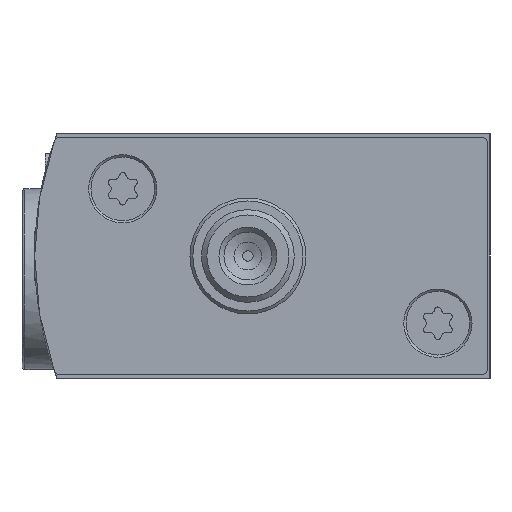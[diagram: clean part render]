
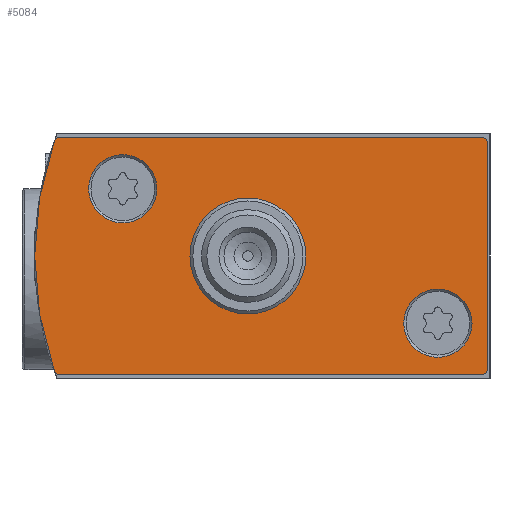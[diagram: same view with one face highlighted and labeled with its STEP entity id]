
A CAD part, left-side view. The second image highlights one B-rep face of the part: STEP entity #5084.
In plain terms, the highlighted planar face has unit normal (-1, 0, 0).
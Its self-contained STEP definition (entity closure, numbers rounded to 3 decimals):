
#535=LINE('',#9013,#990);
#540=LINE('',#9030,#995);
#544=LINE('',#9042,#999);
#990=VECTOR('',#7406,1000.);
#995=VECTOR('',#7421,1000.);
#999=VECTOR('',#7433,1000.);
#2132=ORIENTED_EDGE('',*,*,#3023,.F.);
#2133=ORIENTED_EDGE('',*,*,#3024,.T.);
#2134=ORIENTED_EDGE('',*,*,#3025,.T.);
#2135=ORIENTED_EDGE('',*,*,#3000,.F.);
#2136=ORIENTED_EDGE('',*,*,#3019,.F.);
#2137=ORIENTED_EDGE('',*,*,#2976,.F.);
#2138=ORIENTED_EDGE('',*,*,#3017,.F.);
#2139=ORIENTED_EDGE('',*,*,#3014,.F.);
#2140=ORIENTED_EDGE('',*,*,#3011,.F.);
#2141=ORIENTED_EDGE('',*,*,#3008,.F.);
#2142=ORIENTED_EDGE('',*,*,#3004,.F.);
#2976=EDGE_CURVE('',#3524,#3525,#3819,.T.);
#3000=EDGE_CURVE('',#3548,#3549,#535,.T.);
#3004=EDGE_CURVE('',#3549,#3552,#3828,.T.);
#3008=EDGE_CURVE('',#3552,#3555,#540,.T.);
#3011=EDGE_CURVE('',#3555,#3557,#3831,.T.);
#3014=EDGE_CURVE('',#3557,#3559,#544,.T.);
#3017=EDGE_CURVE('',#3559,#3524,#3833,.T.);
#3019=EDGE_CURVE('',#3525,#3548,#3835,.T.);
#3023=EDGE_CURVE('',#3563,#3563,#3839,.F.);
#3024=EDGE_CURVE('',#3564,#3564,#3840,.T.);
#3025=EDGE_CURVE('',#3565,#3565,#3841,.T.);
#3524=VERTEX_POINT('',#8956);
#3525=VERTEX_POINT('',#8957);
#3548=VERTEX_POINT('',#9014);
#3549=VERTEX_POINT('',#9015);
#3552=VERTEX_POINT('',#9023);
#3555=VERTEX_POINT('',#9031);
#3557=VERTEX_POINT('',#9037);
#3559=VERTEX_POINT('',#9043);
#3563=VERTEX_POINT('',#9060);
#3564=VERTEX_POINT('',#9062);
#3565=VERTEX_POINT('',#9064);
#3819=CIRCLE('',#6158,30.);
#3828=CIRCLE('',#6169,0.5);
#3831=CIRCLE('',#6174,0.5);
#3833=CIRCLE('',#6178,0.5);
#3835=CIRCLE('',#6181,0.5);
#3839=CIRCLE('',#6187,5.);
#3840=CIRCLE('',#6188,2.95);
#3841=CIRCLE('',#6189,2.95);
#4164=EDGE_LOOP('',(#2132));
#4165=EDGE_LOOP('',(#2133));
#4166=EDGE_LOOP('',(#2134));
#4167=EDGE_LOOP('',(#2135,#2136,#2137,#2138,#2139,#2140,#2141,#2142));
#4567=FACE_BOUND('',#4164,.T.);
#4568=FACE_BOUND('',#4165,.T.);
#4569=FACE_BOUND('',#4166,.T.);
#4570=FACE_BOUND('',#4167,.T.);
#4831=PLANE('',#6186);
#5084=ADVANCED_FACE('',(#4567,#4568,#4569,#4570),#4831,.F.);
#6158=AXIS2_PLACEMENT_3D('',#8955,#7374,#7375);
#6169=AXIS2_PLACEMENT_3D('',#9022,#7412,#7413);
#6174=AXIS2_PLACEMENT_3D('',#9036,#7426,#7427);
#6178=AXIS2_PLACEMENT_3D('',#9048,#7438,#7439);
#6181=AXIS2_PLACEMENT_3D('',#9051,#7444,#7445);
#6186=AXIS2_PLACEMENT_3D('',#9058,#7454,#7455);
#6187=AXIS2_PLACEMENT_3D('',#9059,#7456,#7457);
#6188=AXIS2_PLACEMENT_3D('',#9061,#7458,#7459);
#6189=AXIS2_PLACEMENT_3D('',#9063,#7460,#7461);
#7374=DIRECTION('',(1.,0.,0.));
#7375=DIRECTION('',(0.,0.,-1.));
#7406=DIRECTION('',(0.,-1.,0.));
#7412=DIRECTION('',(1.,0.,0.));
#7413=DIRECTION('',(0.,0.,-1.));
#7421=DIRECTION('',(0.,0.,-1.));
#7426=DIRECTION('',(1.,0.,0.));
#7427=DIRECTION('',(0.,0.,-1.));
#7433=DIRECTION('',(0.,1.,0.));
#7438=DIRECTION('',(1.,0.,0.));
#7439=DIRECTION('',(0.,0.,-1.));
#7444=DIRECTION('',(1.,0.,0.));
#7445=DIRECTION('',(0.,0.,-1.));
#7454=DIRECTION('',(1.,0.,0.));
#7455=DIRECTION('',(0.,0.,-1.));
#7456=DIRECTION('',(1.,0.,0.));
#7457=DIRECTION('',(0.,0.,-1.));
#7458=DIRECTION('',(1.,0.,0.));
#7459=DIRECTION('',(0.,0.,-1.));
#7460=DIRECTION('',(1.,0.,0.));
#7461=DIRECTION('',(0.,0.,-1.));
#8955=CARTESIAN_POINT('',(0.,9.3,0.));
#8956=CARTESIAN_POINT('',(0.,37.614,-9.915));
#8957=CARTESIAN_POINT('',(0.,37.614,9.915));
#9013=CARTESIAN_POINT('',(0.,37.142,10.25));
#9014=CARTESIAN_POINT('',(0.,37.142,10.25));
#9015=CARTESIAN_POINT('',(0.,0.7,10.25));
#9022=CARTESIAN_POINT('',(0.,0.7,9.75));
#9023=CARTESIAN_POINT('',(0.,0.2,9.75));
#9030=CARTESIAN_POINT('',(0.,0.2,9.75));
#9031=CARTESIAN_POINT('',(0.,0.2,-9.75));
#9036=CARTESIAN_POINT('',(0.,0.7,-9.75));
#9037=CARTESIAN_POINT('',(0.,0.7,-10.25));
#9042=CARTESIAN_POINT('',(0.,0.7,-10.25));
#9043=CARTESIAN_POINT('',(0.,37.142,-10.25));
#9048=CARTESIAN_POINT('',(0.,37.142,-9.75));
#9051=CARTESIAN_POINT('',(0.,37.142,9.75));
#9058=CARTESIAN_POINT('',(0.,0.7,9.75));
#9059=CARTESIAN_POINT('',(0.,20.9,0.));
#9060=CARTESIAN_POINT('',(0.,20.9,-5.));
#9061=CARTESIAN_POINT('',(0.,31.7,5.8));
#9062=CARTESIAN_POINT('',(0.,31.7,2.85));
#9063=CARTESIAN_POINT('',(0.,4.5,-5.8));
#9064=CARTESIAN_POINT('',(0.,4.5,-8.75));
